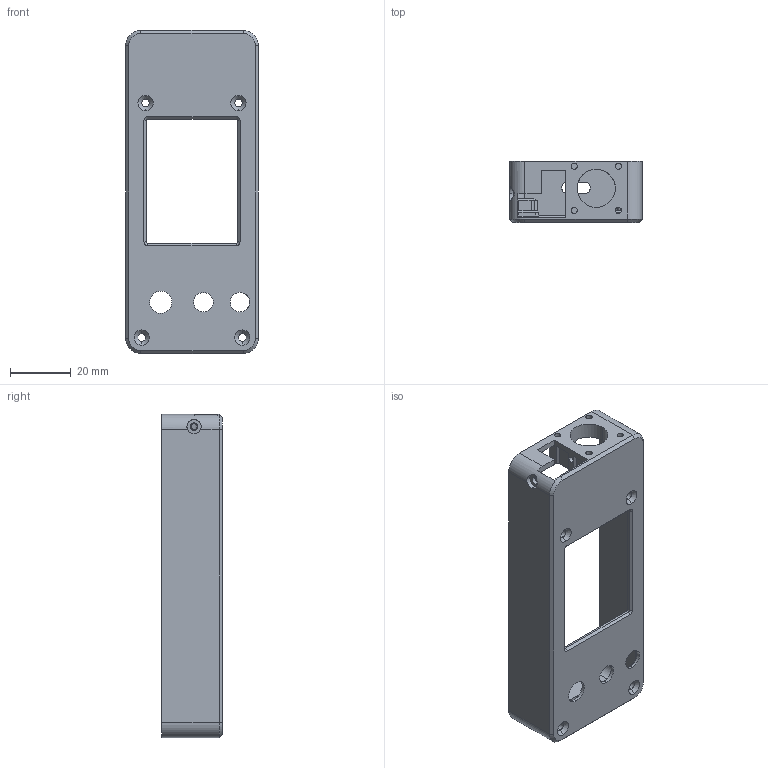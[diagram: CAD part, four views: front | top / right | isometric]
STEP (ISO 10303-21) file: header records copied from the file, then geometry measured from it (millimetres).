
FILE_DESCRIPTION (( 'STEP AP214' ), '1' );
FILE_NAME ('AxxSolder_Encolsure_Portable_Top_Earth.STEP', '2024-09-11T10:14:54', ( '' ), ( '' ), 'SwSTEP 2.0', 'SolidWorks 2020', '' );
FILE_SCHEMA (( 'AUTOMOTIVE_DESIGN' ));
Length unit declared in the file: millimetre
Products named in the file (1): AxxSolder_Encolsure_Portable_Top_Earth
Bounding box: 43.5 x 19.95 x 106 mm (x, y, z)
Volume: 16047.6 mm3; surface area: 17584.5 mm2
Topology: 1 solids, 1 shells, 270 faces, 681 edges, 406 vertices
Faces by surface type: cylinder 96, plane 95, cone 51, torus 21, sphere 4, bspline 3
Entity records: 8507 total; most frequent: CARTESIAN_POINT 1868, DIRECTION 1444, ORIENTED_EDGE 1350, EDGE_CURVE 675, AXIS2_PLACEMENT_3D 530, VERTEX_POINT 406, LINE 384, VECTOR 384
